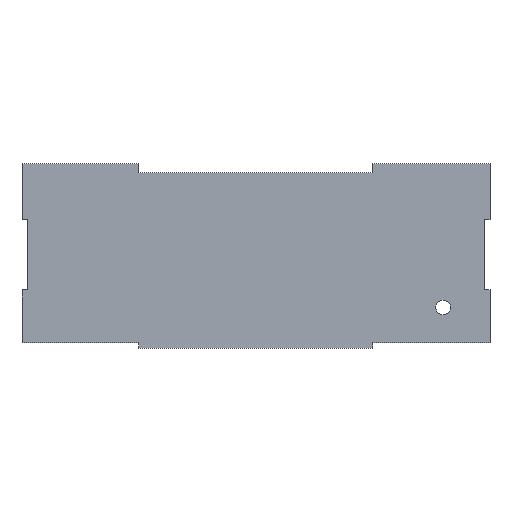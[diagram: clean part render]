
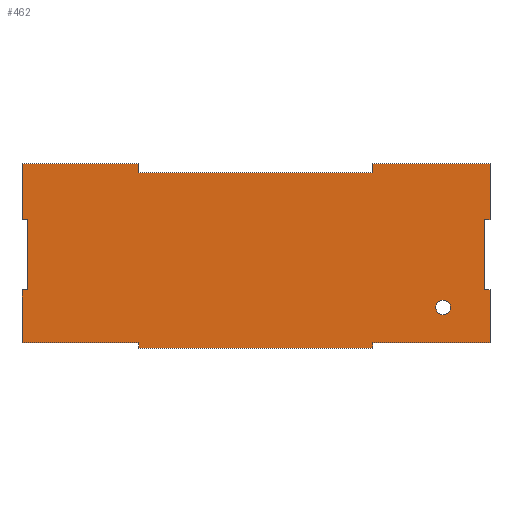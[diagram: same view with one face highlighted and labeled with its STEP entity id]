
A CAD part, top view. The second image highlights one B-rep face of the part: STEP entity #462.
In plain terms, the highlighted planar face has unit normal (0, 0, 1).
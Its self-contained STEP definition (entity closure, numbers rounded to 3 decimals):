
#16=FACE_BOUND('',#83,.T.);
#35=PLANE('',#501);
#58=FACE_OUTER_BOUND('',#82,.T.);
#82=EDGE_LOOP('',(#409,#410,#411,#412,#413,#414,#415,#416,#417,#418,#419,
#420,#421,#422,#423,#424,#425,#426,#427,#428));
#83=EDGE_LOOP('',(#429));
#91=LINE('',#633,#152);
#92=LINE('',#636,#153);
#98=LINE('',#648,#159);
#116=LINE('',#684,#177);
#119=LINE('',#690,#180);
#123=LINE('',#697,#184);
#125=LINE('',#701,#186);
#127=LINE('',#705,#188);
#130=LINE('',#711,#191);
#132=LINE('',#716,#193);
#134=LINE('',#719,#195);
#135=LINE('',#721,#196);
#136=LINE('',#723,#197);
#137=LINE('',#726,#198);
#140=LINE('',#731,#201);
#141=LINE('',#734,#202);
#143=LINE('',#738,#204);
#145=LINE('',#741,#206);
#146=LINE('',#742,#207);
#147=LINE('',#743,#208);
#152=VECTOR('',#519,10.);
#153=VECTOR('',#522,10.);
#159=VECTOR('',#530,10.);
#177=VECTOR('',#552,10.);
#180=VECTOR('',#557,10.);
#184=VECTOR('',#563,10.);
#186=VECTOR('',#567,10.);
#188=VECTOR('',#571,10.);
#191=VECTOR('',#576,10.);
#193=VECTOR('',#580,10.);
#195=VECTOR('',#584,10.);
#196=VECTOR('',#587,10.);
#197=VECTOR('',#590,10.);
#198=VECTOR('',#593,10.);
#201=VECTOR('',#598,10.);
#202=VECTOR('',#601,10.);
#204=VECTOR('',#605,10.);
#206=VECTOR('',#609,10.);
#207=VECTOR('',#610,10.);
#208=VECTOR('',#611,10.);
#210=CIRCLE('',#482,6.25);
#212=VERTEX_POINT('',#622);
#213=VERTEX_POINT('',#626);
#216=VERTEX_POINT('',#631);
#217=VERTEX_POINT('',#635);
#220=VERTEX_POINT('',#642);
#222=VERTEX_POINT('',#646);
#238=VERTEX_POINT('',#683);
#239=VERTEX_POINT('',#687);
#240=VERTEX_POINT('',#689);
#241=VERTEX_POINT('',#693);
#242=VERTEX_POINT('',#695);
#243=VERTEX_POINT('',#699);
#244=VERTEX_POINT('',#703);
#245=VERTEX_POINT('',#707);
#246=VERTEX_POINT('',#709);
#247=VERTEX_POINT('',#713);
#248=VERTEX_POINT('',#715);
#249=VERTEX_POINT('',#725);
#250=VERTEX_POINT('',#729);
#251=VERTEX_POINT('',#733);
#252=VERTEX_POINT('',#737);
#255=EDGE_CURVE('',#212,#212,#210,.T.);
#259=EDGE_CURVE('',#213,#216,#91,.T.);
#260=EDGE_CURVE('',#217,#213,#92,.T.);
#266=EDGE_CURVE('',#220,#222,#98,.T.);
#284=EDGE_CURVE('',#220,#238,#116,.T.);
#287=EDGE_CURVE('',#239,#240,#119,.T.);
#291=EDGE_CURVE('',#242,#241,#123,.T.);
#293=EDGE_CURVE('',#243,#242,#125,.T.);
#295=EDGE_CURVE('',#244,#243,#127,.T.);
#298=EDGE_CURVE('',#245,#246,#130,.T.);
#300=EDGE_CURVE('',#248,#247,#132,.T.);
#302=EDGE_CURVE('',#246,#248,#134,.T.);
#303=EDGE_CURVE('',#216,#245,#135,.T.);
#304=EDGE_CURVE('',#247,#241,#136,.T.);
#305=EDGE_CURVE('',#249,#238,#137,.T.);
#308=EDGE_CURVE('',#239,#250,#140,.T.);
#309=EDGE_CURVE('',#251,#249,#141,.T.);
#311=EDGE_CURVE('',#252,#251,#143,.T.);
#313=EDGE_CURVE('',#222,#217,#145,.T.);
#314=EDGE_CURVE('',#240,#244,#146,.T.);
#315=EDGE_CURVE('',#252,#250,#147,.T.);
#409=ORIENTED_EDGE('',*,*,#313,.T.);
#410=ORIENTED_EDGE('',*,*,#260,.T.);
#411=ORIENTED_EDGE('',*,*,#259,.T.);
#412=ORIENTED_EDGE('',*,*,#303,.T.);
#413=ORIENTED_EDGE('',*,*,#298,.T.);
#414=ORIENTED_EDGE('',*,*,#302,.T.);
#415=ORIENTED_EDGE('',*,*,#300,.T.);
#416=ORIENTED_EDGE('',*,*,#304,.T.);
#417=ORIENTED_EDGE('',*,*,#291,.F.);
#418=ORIENTED_EDGE('',*,*,#293,.F.);
#419=ORIENTED_EDGE('',*,*,#295,.F.);
#420=ORIENTED_EDGE('',*,*,#314,.F.);
#421=ORIENTED_EDGE('',*,*,#287,.F.);
#422=ORIENTED_EDGE('',*,*,#308,.T.);
#423=ORIENTED_EDGE('',*,*,#315,.F.);
#424=ORIENTED_EDGE('',*,*,#311,.T.);
#425=ORIENTED_EDGE('',*,*,#309,.T.);
#426=ORIENTED_EDGE('',*,*,#305,.T.);
#427=ORIENTED_EDGE('',*,*,#284,.F.);
#428=ORIENTED_EDGE('',*,*,#266,.T.);
#429=ORIENTED_EDGE('',*,*,#255,.T.);
#462=ADVANCED_FACE('',(#58,#16),#35,.F.);
#482=AXIS2_PLACEMENT_3D('',#624,#512,#513);
#501=AXIS2_PLACEMENT_3D('',#740,#607,#608);
#512=DIRECTION('center_axis',(0.,0.,-1.));
#513=DIRECTION('ref_axis',(-1.,0.,0.));
#519=DIRECTION('',(-1.,0.,0.));
#522=DIRECTION('',(0.,1.,0.));
#530=DIRECTION('',(0.,-1.,0.));
#552=DIRECTION('',(1.,0.,0.));
#557=DIRECTION('',(-1.,0.,0.));
#563=DIRECTION('',(-1.,0.,0.));
#567=DIRECTION('',(0.,1.,0.));
#571=DIRECTION('',(-1.,0.,0.));
#576=DIRECTION('',(1.,0.,0.));
#580=DIRECTION('',(-1.,0.,0.));
#584=DIRECTION('',(0.,-1.,0.));
#587=DIRECTION('',(0.,-1.,0.));
#590=DIRECTION('',(0.,-1.,0.));
#593=DIRECTION('',(0.,1.,0.));
#598=DIRECTION('',(0.,1.,0.));
#601=DIRECTION('',(1.,0.,0.));
#605=DIRECTION('',(0.,1.,0.));
#607=DIRECTION('center_axis',(0.,0.,-1.));
#608=DIRECTION('ref_axis',(-1.,0.,0.));
#609=DIRECTION('',(-1.,0.,0.));
#610=DIRECTION('',(0.,-1.,0.));
#611=DIRECTION('',(1.,0.,0.));
#622=CARTESIAN_POINT('',(166.25,-115.,-150.));
#624=CARTESIAN_POINT('Origin',(160.,-115.,-150.));
#626=CARTESIAN_POINT('',(-100.,8.,-150.));
#631=CARTESIAN_POINT('',(-200.,8.,-150.));
#633=CARTESIAN_POINT('',(-100.,8.,-150.));
#635=CARTESIAN_POINT('',(-100.,0.,-150.));
#636=CARTESIAN_POINT('',(-100.,0.,-150.));
#642=CARTESIAN_POINT('',(100.,8.,-150.));
#646=CARTESIAN_POINT('',(100.,0.,-150.));
#648=CARTESIAN_POINT('',(100.,-32.25,-150.));
#683=CARTESIAN_POINT('',(200.,8.,-150.));
#684=CARTESIAN_POINT('',(100.,8.,-150.));
#687=CARTESIAN_POINT('',(200.,-145.,-150.));
#689=CARTESIAN_POINT('',(100.,-145.,-150.));
#690=CARTESIAN_POINT('',(230.,-145.,-150.));
#693=CARTESIAN_POINT('',(-200.,-145.,-150.));
#695=CARTESIAN_POINT('',(-100.,-145.,-150.));
#697=CARTESIAN_POINT('',(230.,-145.,-150.));
#699=CARTESIAN_POINT('',(-100.,-150.,-150.));
#701=CARTESIAN_POINT('',(-100.,-140.,-150.));
#703=CARTESIAN_POINT('',(100.,-150.,-150.));
#705=CARTESIAN_POINT('',(-100.,-150.,-150.));
#707=CARTESIAN_POINT('',(-200.,-40.,-150.));
#709=CARTESIAN_POINT('',(-195.,-40.,-150.));
#711=CARTESIAN_POINT('',(-112.5,-40.,-150.));
#713=CARTESIAN_POINT('',(-200.,-100.,-150.));
#715=CARTESIAN_POINT('',(-195.,-100.,-150.));
#716=CARTESIAN_POINT('',(-112.5,-100.,-150.));
#719=CARTESIAN_POINT('',(-195.,-84.25,-150.));
#721=CARTESIAN_POINT('',(-200.,-54.25,-150.));
#723=CARTESIAN_POINT('',(-200.,-104.25,-150.));
#725=CARTESIAN_POINT('',(200.,-40.,-150.));
#726=CARTESIAN_POINT('',(200.,-34.25,-150.));
#729=CARTESIAN_POINT('',(200.,-100.,-150.));
#731=CARTESIAN_POINT('',(200.,-84.25,-150.));
#733=CARTESIAN_POINT('',(195.,-40.,-150.));
#734=CARTESIAN_POINT('',(112.5,-40.,-150.));
#737=CARTESIAN_POINT('',(195.,-100.,-150.));
#738=CARTESIAN_POINT('',(195.,-54.25,-150.));
#740=CARTESIAN_POINT('Origin',(0.,-68.5,-150.));
#741=CARTESIAN_POINT('',(-50.,0.,-150.));
#742=CARTESIAN_POINT('',(100.,-145.,-150.));
#743=CARTESIAN_POINT('',(225.,-100.,-150.));
